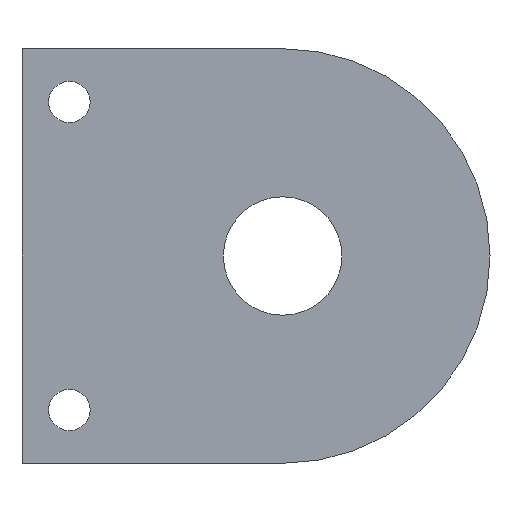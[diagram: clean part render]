
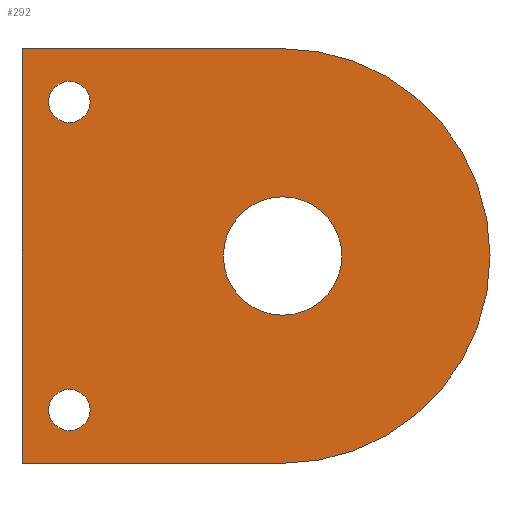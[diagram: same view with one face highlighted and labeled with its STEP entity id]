
A CAD part, left-side view. The second image highlights one B-rep face of the part: STEP entity #292.
In plain terms, the highlighted planar face has unit normal (-1, 0, 0).
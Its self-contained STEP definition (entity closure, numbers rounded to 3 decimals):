
#4 = AXIS2_PLACEMENT_3D ( 'NONE', #150, #85, #211 ) ;
#6 = CARTESIAN_POINT ( 'NONE',  ( 0., 22., -17.5 ) ) ;
#8 = CARTESIAN_POINT ( 'NONE',  ( 0., 0., 0. ) ) ;
#11 = FACE_BOUND ( 'NONE', #329, .T. ) ;
#22 = VERTEX_POINT ( 'NONE', #129 ) ;
#32 = ORIENTED_EDGE ( 'NONE', *, *, #399, .T. ) ;
#40 = DIRECTION ( 'NONE',  ( -1., 0., 0. ) ) ;
#42 = VECTOR ( 'NONE', #231, 1000. ) ;
#49 = AXIS2_PLACEMENT_3D ( 'NONE', #8, #131, #224 ) ;
#52 = CARTESIAN_POINT ( 'NONE',  ( 0., 18., 13. ) ) ;
#53 = EDGE_LOOP ( 'NONE', ( #149, #86 ) ) ;
#56 = EDGE_CURVE ( 'NONE', #272, #22, #180, .T. ) ;
#62 = LINE ( 'NONE', #6, #152 ) ;
#66 = EDGE_CURVE ( 'NONE', #406, #351, #230, .T. ) ;
#71 = EDGE_CURVE ( 'NONE', #386, #314, #337, .T. ) ;
#75 = VECTOR ( 'NONE', #267, 1000. ) ;
#82 = AXIS2_PLACEMENT_3D ( 'NONE', #326, #40, #170 ) ;
#85 = DIRECTION ( 'NONE',  ( -1., 0., 0. ) ) ;
#86 = ORIENTED_EDGE ( 'NONE', *, *, #56, .F. ) ;
#88 = EDGE_CURVE ( 'NONE', #386, #340, #162, .T. ) ;
#89 = CARTESIAN_POINT ( 'NONE',  ( 0., 22., -17.5 ) ) ;
#93 = ORIENTED_EDGE ( 'NONE', *, *, #66, .F. ) ;
#109 = FACE_BOUND ( 'NONE', #368, .T. ) ;
#114 = AXIS2_PLACEMENT_3D ( 'NONE', #52, #127, #213 ) ;
#123 = DIRECTION ( 'NONE',  ( 0., 0., -1. ) ) ;
#125 = CARTESIAN_POINT ( 'NONE',  ( 0., 0., 17.5 ) ) ;
#127 = DIRECTION ( 'NONE',  ( -1., 0., 0. ) ) ;
#129 = CARTESIAN_POINT ( 'NONE',  ( 0., 18., -11.25 ) ) ;
#131 = DIRECTION ( 'NONE',  ( 1., 0., 0. ) ) ;
#132 = CIRCLE ( 'NONE', #367, 5. ) ;
#133 = EDGE_CURVE ( 'NONE', #210, #307, #132, .T. ) ;
#136 = DIRECTION ( 'NONE',  ( 0., 0., -1. ) ) ;
#138 = EDGE_CURVE ( 'NONE', #340, #382, #62, .T. ) ;
#140 = FACE_BOUND ( 'NONE', #53, .T. ) ;
#141 = ORIENTED_EDGE ( 'NONE', *, *, #138, .T. ) ;
#142 = DIRECTION ( 'NONE',  ( 1., 0., 0. ) ) ;
#148 = FACE_OUTER_BOUND ( 'NONE', #200, .T. ) ;
#149 = ORIENTED_EDGE ( 'NONE', *, *, #415, .F. ) ;
#150 = CARTESIAN_POINT ( 'NONE',  ( 0., 18., -13. ) ) ;
#152 = VECTOR ( 'NONE', #136, 1000. ) ;
#154 = ORIENTED_EDGE ( 'NONE', *, *, #88, .T. ) ;
#159 = AXIS2_PLACEMENT_3D ( 'NONE', #398, #263, #363 ) ;
#162 = LINE ( 'NONE', #401, #42 ) ;
#170 = DIRECTION ( 'NONE',  ( 0., 0., 1. ) ) ;
#176 = ORIENTED_EDGE ( 'NONE', *, *, #362, .F. ) ;
#177 = CARTESIAN_POINT ( 'NONE',  ( 0., 0., -17.5 ) ) ;
#179 = LINE ( 'NONE', #177, #75 ) ;
#180 = CIRCLE ( 'NONE', #82, 1.75 ) ;
#188 = ORIENTED_EDGE ( 'NONE', *, *, #133, .T. ) ;
#200 = EDGE_LOOP ( 'NONE', ( #353, #154, #141, #219 ) ) ;
#206 = CARTESIAN_POINT ( 'NONE',  ( 0., 18., -14.75 ) ) ;
#210 = VERTEX_POINT ( 'NONE', #240 ) ;
#211 = DIRECTION ( 'NONE',  ( 0., 0., 1. ) ) ;
#213 = DIRECTION ( 'NONE',  ( 0., 0., 1. ) ) ;
#215 = DIRECTION ( 'NONE',  ( 1., 0., 0. ) ) ;
#219 = ORIENTED_EDGE ( 'NONE', *, *, #297, .T. ) ;
#224 = DIRECTION ( 'NONE',  ( 0., 0., -1. ) ) ;
#230 = CIRCLE ( 'NONE', #159, 1.75 ) ;
#231 = DIRECTION ( 'NONE',  ( 0., 1., 0. ) ) ;
#237 = CARTESIAN_POINT ( 'NONE',  ( 0., 0., 0. ) ) ;
#240 = CARTESIAN_POINT ( 'NONE',  ( 0., 0., -5. ) ) ;
#247 = CARTESIAN_POINT ( 'NONE',  ( 0., 18., 14.75 ) ) ;
#259 = CIRCLE ( 'NONE', #114, 1.75 ) ;
#260 = CIRCLE ( 'NONE', #285, 5. ) ;
#263 = DIRECTION ( 'NONE',  ( -1., 0., 0. ) ) ;
#267 = DIRECTION ( 'NONE',  ( 0., -1., 0. ) ) ;
#272 = VERTEX_POINT ( 'NONE', #206 ) ;
#285 = AXIS2_PLACEMENT_3D ( 'NONE', #350, #215, #123 ) ;
#289 = DIRECTION ( 'NONE',  ( 1., 0., 0. ) ) ;
#292 = ADVANCED_FACE ( 'NONE', ( #140, #11, #148, #109 ), #332, .F. ) ;
#293 = DIRECTION ( 'NONE',  ( 0., 0., -1. ) ) ;
#297 = EDGE_CURVE ( 'NONE', #382, #314, #179, .T. ) ;
#307 = VERTEX_POINT ( 'NONE', #366 ) ;
#314 = VERTEX_POINT ( 'NONE', #328 ) ;
#319 = AXIS2_PLACEMENT_3D ( 'NONE', #237, #142, #364 ) ;
#326 = CARTESIAN_POINT ( 'NONE',  ( 0., 18., -13. ) ) ;
#328 = CARTESIAN_POINT ( 'NONE',  ( 0., 0., -17.5 ) ) ;
#329 = EDGE_LOOP ( 'NONE', ( #93, #176 ) ) ;
#332 = PLANE ( 'NONE',  #319 ) ;
#337 = CIRCLE ( 'NONE', #49, 17.5 ) ;
#340 = VERTEX_POINT ( 'NONE', #423 ) ;
#345 = CARTESIAN_POINT ( 'NONE',  ( 0., 18., 11.25 ) ) ;
#350 = CARTESIAN_POINT ( 'NONE',  ( 0., 0., 0. ) ) ;
#351 = VERTEX_POINT ( 'NONE', #345 ) ;
#353 = ORIENTED_EDGE ( 'NONE', *, *, #71, .F. ) ;
#362 = EDGE_CURVE ( 'NONE', #351, #406, #259, .T. ) ;
#363 = DIRECTION ( 'NONE',  ( 0., 0., 1. ) ) ;
#364 = DIRECTION ( 'NONE',  ( 0., 0., -1. ) ) ;
#366 = CARTESIAN_POINT ( 'NONE',  ( 0., 0., 5. ) ) ;
#367 = AXIS2_PLACEMENT_3D ( 'NONE', #392, #289, #293 ) ;
#368 = EDGE_LOOP ( 'NONE', ( #32, #188 ) ) ;
#382 = VERTEX_POINT ( 'NONE', #89 ) ;
#386 = VERTEX_POINT ( 'NONE', #125 ) ;
#392 = CARTESIAN_POINT ( 'NONE',  ( 0., 0., 0. ) ) ;
#398 = CARTESIAN_POINT ( 'NONE',  ( 0., 18., 13. ) ) ;
#399 = EDGE_CURVE ( 'NONE', #307, #210, #260, .T. ) ;
#401 = CARTESIAN_POINT ( 'NONE',  ( 0., 22., 17.5 ) ) ;
#402 = CIRCLE ( 'NONE', #4, 1.75 ) ;
#406 = VERTEX_POINT ( 'NONE', #247 ) ;
#415 = EDGE_CURVE ( 'NONE', #22, #272, #402, .T. ) ;
#423 = CARTESIAN_POINT ( 'NONE',  ( 0., 22., 17.5 ) ) ;
